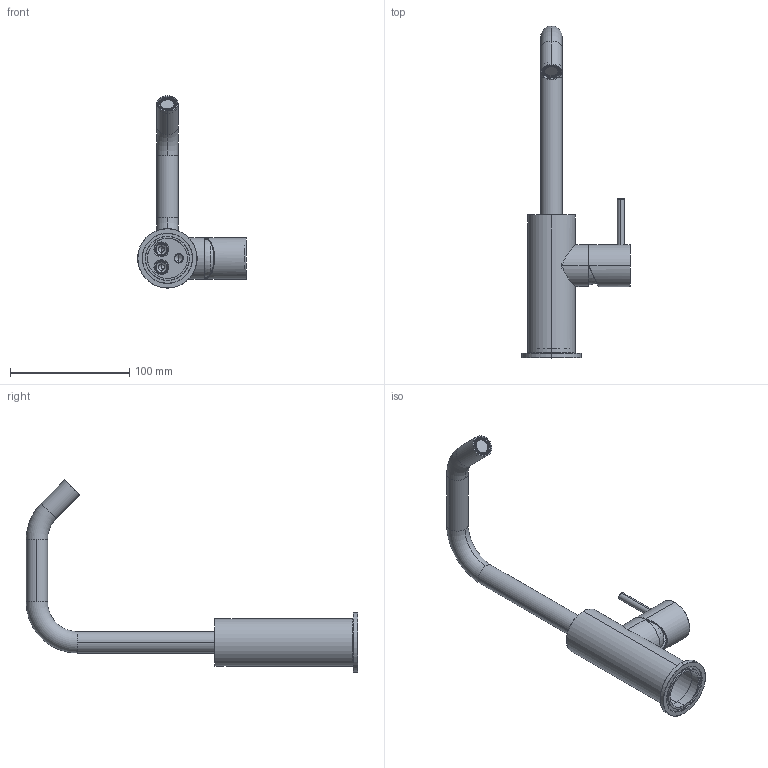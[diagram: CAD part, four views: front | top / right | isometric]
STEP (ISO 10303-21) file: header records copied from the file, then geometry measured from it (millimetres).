
FILE_DESCRIPTION (( 'STEP AP214' ), '1' );
FILE_NAME ('C35.0005.Y 3D.STEP', '2023-01-18T17:04:12', ( '' ), ( '' ), 'SwSTEP 2.0', 'SolidWorks 2022', '' );
FILE_SCHEMA (( 'AUTOMOTIVE_DESIGN' ));
Length unit declared in the file: millimetre
Products named in the file (10): 0001-009_BICA Y.PEQUENA.STEP; 0001-MANIPULO__35X35MM_QUADRA_000000000000.STEP; C35.0005.Y 3D; 0001-POMULO _6X40.STEP; BICA _18 Y X130 Y120 NORMAL.STEP; 011101102300.STEP; 0001-CASQUILHO__35_000000000000.STEP; 0001-EMBELEZADOR_M30X1X8MM_000000000000.STEP; 0001-ESPELHO__50X5MM_000000000000.STEP; 3D_CORPO BICA _40.STEP
Assembly tree (9 placements, depth 3):
  C35.0005.Y 3D
    0001-009_BICA Y.PEQUENA.STEP
      3D_CORPO BICA _40.STEP
      0001-CASQUILHO__35_000000000000.STEP
      0001-EMBELEZADOR_M30X1X8MM_000000000000.STEP
      0001-POMULO _6X40.STEP
      0001-ESPELHO__50X5MM_000000000000.STEP
      0001-MANIPULO__35X35MM_QUADRA_000000000000.STEP
      011101102300.STEP
      BICA _18 Y X130 Y120 NORMAL.STEP
Bounding box: 91.3 x 278.4 x 161.36 mm (x, y, z)
Volume: 147358.9 mm3; surface area: 77814.9 mm2
Topology: 8 solids, 8 shells, 357 faces, 811 edges, 485 vertices
Faces by surface type: cylinder 131, cone 104, plane 87, torus 26, bspline 5, sphere 4
Entity records: 12281 total; most frequent: CARTESIAN_POINT 3699, DIRECTION 1897, ORIENTED_EDGE 1596, EDGE_CURVE 798, AXIS2_PLACEMENT_3D 785, VERTEX_POINT 485, CIRCLE 420, EDGE_LOOP 403
